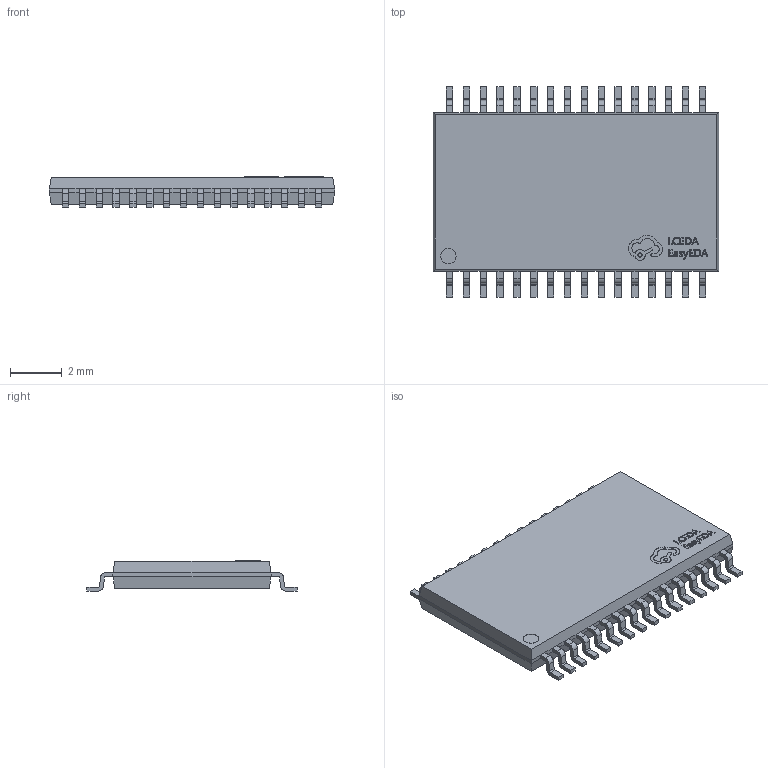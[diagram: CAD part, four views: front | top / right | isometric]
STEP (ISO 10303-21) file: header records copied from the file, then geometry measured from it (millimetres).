
FILE_DESCRIPTION (( 'STEP AP214' ), '1' );
FILE_NAME ('HTSSOP-32_L11.0-W6.1-P0.65-LS8.1-BL-EP-4.STEP', '2022-06-19T23:33:25', ( '΢���û�' ), ( '΢���й�' ), 'SwSTEP 2.0', 'SolidWorks 2017', '' );
FILE_SCHEMA (( 'AUTOMOTIVE_DESIGN' ));
Length unit declared in the file: millimetre
Products named in the file (1): HTSSOP-32_L11.0-W6.1-P0.65-LS8.1-BL-EP-4
Bounding box: 11 x 8.1 x 1.16 mm (x, y, z)
Volume: 70.9 mm3; surface area: 201 mm2
Topology: 1 solids, 1 shells, 694 faces, 1877 edges, 1206 vertices
Faces by surface type: plane 466, cylinder 130, bspline 98
Entity records: 27299 total; most frequent: CARTESIAN_POINT 5088, ORIENTED_EDGE 3754, DIRECTION 3131, EDGE_CURVE 1877, VECTOR 1417, LINE 1417, VERTEX_POINT 1206, AXIS2_PLACEMENT_3D 857
